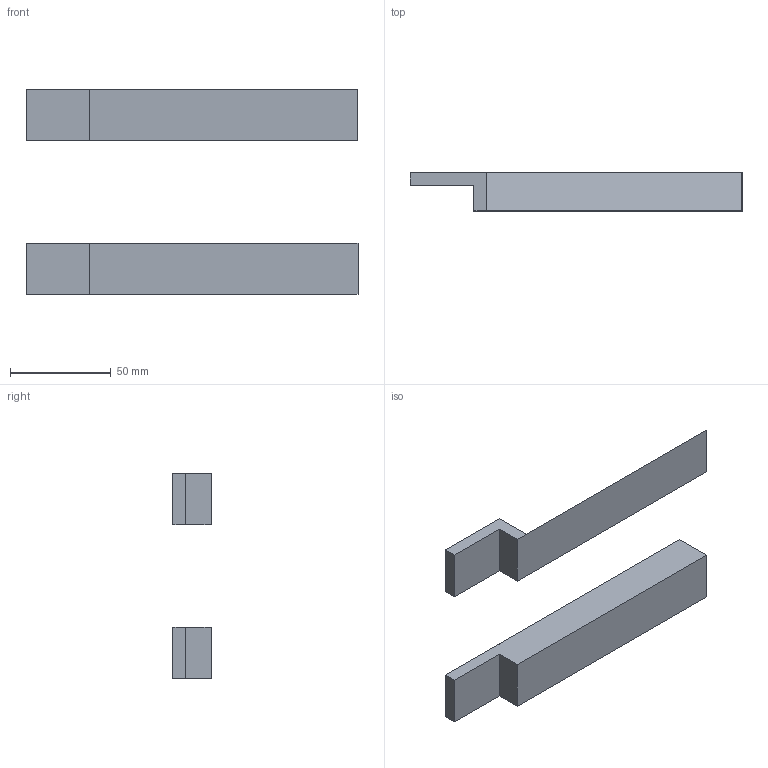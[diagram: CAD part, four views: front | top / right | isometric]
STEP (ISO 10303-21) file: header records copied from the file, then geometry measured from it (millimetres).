
FILE_DESCRIPTION(/* description */ (''),/* implementation_level */ '2;1');
FILE_NAME(/* name */ 'Ramp.step',/* time_stamp */ '2018-12-28T13:12:37-05:00',/* author */ (''),/* organization */ (''),/* preprocessor_version */ 'ST-DEVELOPER v17.2',/* originating_system */ 'Autodesk Translation Framework v7.6.0.251',/* authorisation */ '');
FILE_SCHEMA (('AUTOMOTIVE_DESIGN { 1 0 10303 214 3 1 1 }'));
Length unit declared in the file: millimetre
Products named in the file (1): FusionComponent
Bounding box: 165.1 x 19.05 x 101.6 mm (x, y, z)
Volume: 77819.4 mm3; surface area: 26450.1 mm2
Topology: 2 solids, 2 shells, 20 faces, 46 edges, 30 vertices
Faces by surface type: plane 20
Entity records: 613 total; most frequent: CARTESIAN_POINT 97, ORIENTED_EDGE 92, DIRECTION 88, LINE 46, VECTOR 46, EDGE_CURVE 46, VERTEX_POINT 30, STYLED_ITEM 22
